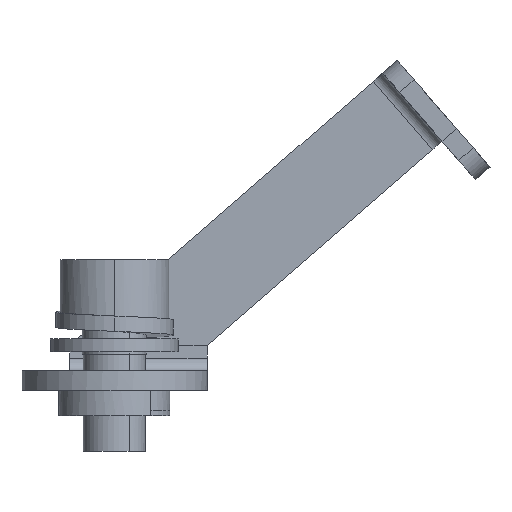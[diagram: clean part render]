
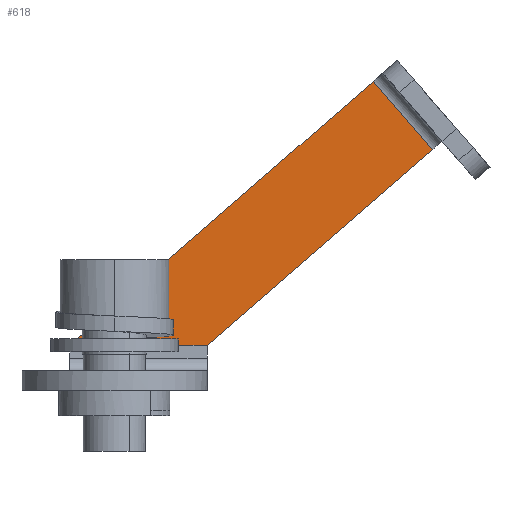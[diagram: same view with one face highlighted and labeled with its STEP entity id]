
A CAD part, front view. The second image highlights one B-rep face of the part: STEP entity #618.
In plain terms, the highlighted planar face has unit normal (0, -1, 0).
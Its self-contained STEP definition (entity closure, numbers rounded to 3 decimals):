
#498=AXIS2_PLACEMENT_3D('Circle Axis2P3D',#496,#497,$) ;
#597=AXIS2_PLACEMENT_3D('Plane Axis2P3D',#594,#595,#596) ;
#408=CARTESIAN_POINT('Vertex',(27.496,18.5,28.942)) ;
#476=CARTESIAN_POINT('Vertex',(32.122,18.5,23.619)) ;
#479=CARTESIAN_POINT('Line Origine',(29.809,18.5,26.28)) ;
#496=CARTESIAN_POINT('Axis2P3D Location',(5.75,18.5,7.389)) ;
#500=CARTESIAN_POINT('Vertex',(4.438,18.5,8.898)) ;
#502=CARTESIAN_POINT('Vertex',(3.97,18.5,8.3)) ;
#541=CARTESIAN_POINT('Line Origine',(15.967,18.5,18.92)) ;
#594=CARTESIAN_POINT('Axis2P3D Location',(7.25,18.5,6.3)) ;
#599=CARTESIAN_POINT('Line Origine',(9.235,18.5,8.3)) ;
#603=CARTESIAN_POINT('Vertex',(14.5,18.5,8.3)) ;
#606=CARTESIAN_POINT('Line Origine',(23.311,18.5,15.959)) ;
#480=DIRECTION('Vector Direction',(0.656,0.,-0.755)) ;
#497=DIRECTION('Axis2P3D Direction',(0.,-1.,0.)) ;
#542=DIRECTION('Vector Direction',(-0.755,0.,-0.656)) ;
#595=DIRECTION('Axis2P3D Direction',(0.,-1.,0.)) ;
#596=DIRECTION('Axis2P3D XDirection',(-0.656,0.,0.755)) ;
#600=DIRECTION('Vector Direction',(-1.,0.,0.)) ;
#607=DIRECTION('Vector Direction',(0.755,0.,0.656)) ;
#481=VECTOR('Line Direction',#480,1.) ;
#543=VECTOR('Line Direction',#542,1.) ;
#601=VECTOR('Line Direction',#600,1.) ;
#608=VECTOR('Line Direction',#607,1.) ;
#612=ORIENTED_EDGE('',*,*,#545,.T.) ;
#613=ORIENTED_EDGE('',*,*,#504,.T.) ;
#614=ORIENTED_EDGE('',*,*,#605,.F.) ;
#615=ORIENTED_EDGE('',*,*,#610,.T.) ;
#616=ORIENTED_EDGE('',*,*,#483,.T.) ;
#618=ADVANCED_FACE('Hauptk\X2\00F6\X0\rper',(#617),#598,.T.) ;
#499=CIRCLE('generated circle',#498,2.) ;
#483=EDGE_CURVE('',#477,#409,#482,.F.) ;
#504=EDGE_CURVE('',#501,#503,#499,.T.) ;
#545=EDGE_CURVE('',#409,#501,#544,.T.) ;
#605=EDGE_CURVE('',#604,#503,#602,.T.) ;
#610=EDGE_CURVE('',#604,#477,#609,.T.) ;
#611=EDGE_LOOP('',(#612,#613,#614,#615,#616)) ;
#617=FACE_OUTER_BOUND('',#611,.T.) ;
#482=LINE('Line',#479,#481) ;
#544=LINE('Line',#541,#543) ;
#602=LINE('Line',#599,#601) ;
#609=LINE('Line',#606,#608) ;
#598=PLANE('',#597) ;
#409=VERTEX_POINT('',#408) ;
#477=VERTEX_POINT('',#476) ;
#501=VERTEX_POINT('',#500) ;
#503=VERTEX_POINT('',#502) ;
#604=VERTEX_POINT('',#603) ;
